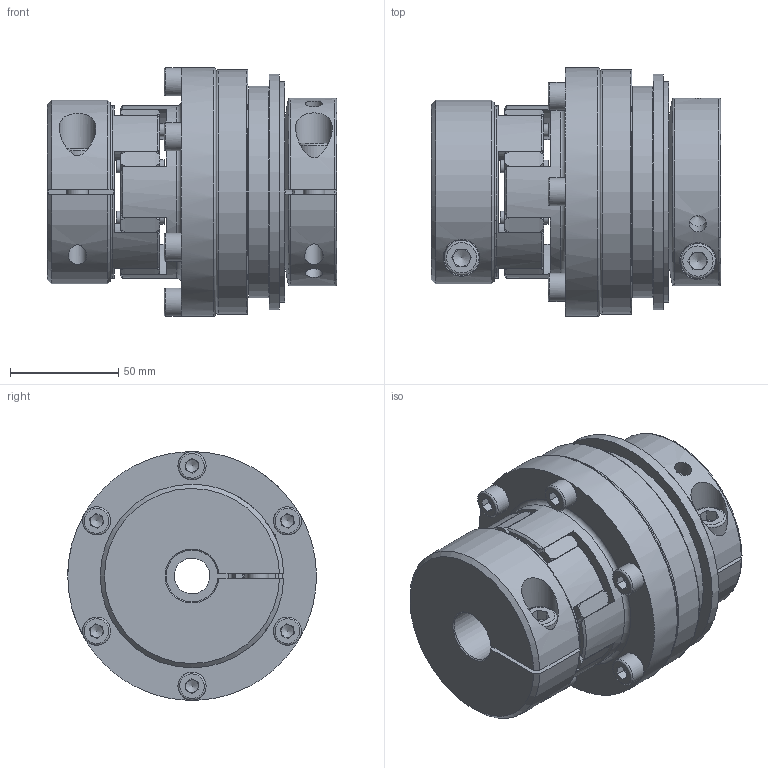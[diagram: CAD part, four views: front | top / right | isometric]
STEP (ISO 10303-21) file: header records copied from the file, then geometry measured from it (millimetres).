
FILE_DESCRIPTION( ( 'Unknown' ), '1' );
FILE_NAME( 'SKB-EK 230.stp', 'Unknown', ( 'Unknown' ), ( 'Unknown' ), 'PSStep 10.1', 'Unknown', ' ' );
FILE_SCHEMA( ( 'AUTOMOTIVE_DESIGN { 1 0 10303 214 1 1 1 1 }' ) );
Length unit declared in the file: millimetre
Products named in the file (1): kt100627
Bounding box: 133.9 x 114.99 x 115 mm (x, y, z)
Volume: 759641.4 mm3; surface area: 152875.8 mm2
Topology: 1 solids, 10 shells, 586 faces, 1619 edges, 1028 vertices
Faces by surface type: plane 224, cylinder 193, cone 97, torus 56, sphere 12, bspline 4
Full cylindrical faces by diameter (mm): 2.5 x2, 5 x1, 6 x8, 6.8 x6, 8 x9, 8.5 x2, 8.6 x6, 10 x2, 10.5 x2, 13 x6, 16 x2, 16.5 x1, 17 x2, 24 x1, 31 x1, 38 x2, 47.5 x1, 49 x1, 50 x2, 62 x1, 62.5 x2, 65 x1, 78.1 x2, 80 x1, 90 x3, 93.5 x1, 94 x1, 97.9 x1, 102 x1, 109 x1
Entity records: 24415 total; most frequent: CARTESIAN_POINT 5760, DIRECTION 2940, ORIENTED_EDGE 2796, EDGE_CURVE 1398, AXIS2_PLACEMENT_3D 1230, VERTEX_POINT 945, EDGE_LOOP 776, FACE_OUTER_BOUND 671
